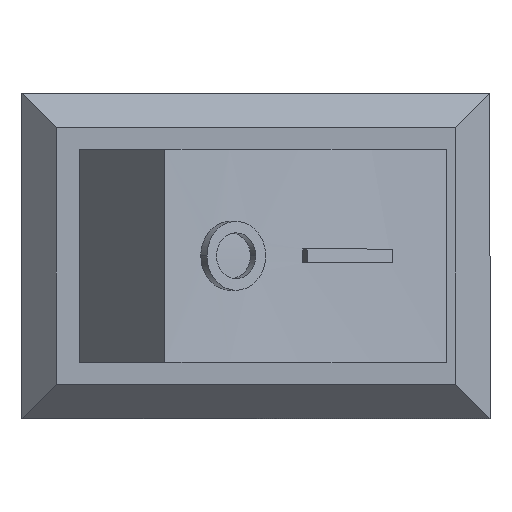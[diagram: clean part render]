
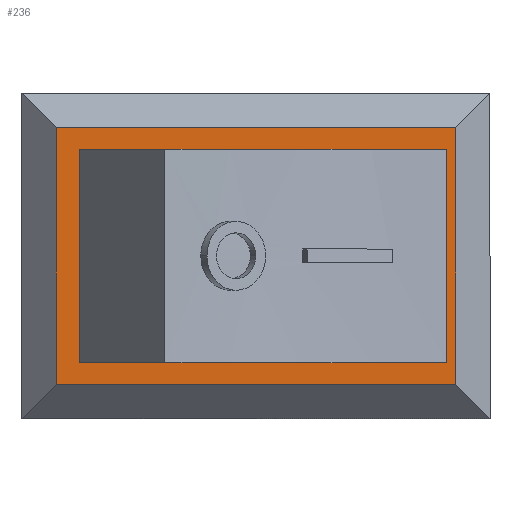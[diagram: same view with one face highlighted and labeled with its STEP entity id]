
A CAD part, top view. The second image highlights one B-rep face of the part: STEP entity #236.
In plain terms, the highlighted planar face has unit normal (0, 0, 1).
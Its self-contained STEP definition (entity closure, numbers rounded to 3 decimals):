
#34 = ORIENTED_EDGE ( 'NONE', *, *, #1288, .T. ) ;
#236 = ADVANCED_FACE ( 'NONE', ( #5342, #10467 ), #6505, .T. ) ;
#241 = LINE ( 'NONE', #5409, #9082 ) ;
#282 = AXIS2_PLACEMENT_3D ( 'NONE', #5484, #3167, #313 ) ;
#313 = DIRECTION ( 'NONE',  ( 1., 0., 0. ) ) ;
#570 = CARTESIAN_POINT ( 'NONE',  ( 8.3, -4.65, 6.5 ) ) ;
#607 = CARTESIAN_POINT ( 'NONE',  ( -7.7, 4.65, 6.5 ) ) ;
#741 = VERTEX_POINT ( 'NONE', #5599 ) ;
#1059 = ORIENTED_EDGE ( 'NONE', *, *, #5702, .T. ) ;
#1288 = EDGE_CURVE ( 'NONE', #2524, #4247, #6444, .T. ) ;
#1528 = DIRECTION ( 'NONE',  ( 1., 0., 0. ) ) ;
#1604 = CARTESIAN_POINT ( 'NONE',  ( -8.7, 5.6, 6.5 ) ) ;
#2332 = DIRECTION ( 'NONE',  ( 0., -1., 0. ) ) ;
#2367 = ORIENTED_EDGE ( 'NONE', *, *, #5632, .F. ) ;
#2386 = VECTOR ( 'NONE', #10123, 1000. ) ;
#2524 = VERTEX_POINT ( 'NONE', #1604 ) ;
#2616 = VECTOR ( 'NONE', #5565, 1000. ) ;
#3142 = CARTESIAN_POINT ( 'NONE',  ( -8.7, -5.6, 6.5 ) ) ;
#3167 = DIRECTION ( 'NONE',  ( 0., 0., 1. ) ) ;
#3376 = EDGE_CURVE ( 'NONE', #8473, #11679, #5817, .T. ) ;
#3500 = VERTEX_POINT ( 'NONE', #12296 ) ;
#3568 = CARTESIAN_POINT ( 'NONE',  ( 0., 4.65, 6.5 ) ) ;
#3571 = DIRECTION ( 'NONE',  ( -1., 0., 0. ) ) ;
#3891 = EDGE_CURVE ( 'NONE', #8473, #8408, #6993, .T. ) ;
#4066 = VECTOR ( 'NONE', #4856, 1000. ) ;
#4127 = ORIENTED_EDGE ( 'NONE', *, *, #3376, .T. ) ;
#4247 = VERTEX_POINT ( 'NONE', #3142 ) ;
#4305 = LINE ( 'NONE', #8462, #11506 ) ;
#4428 = EDGE_LOOP ( 'NONE', ( #2367, #11116, #4127, #13366 ) ) ;
#4856 = DIRECTION ( 'NONE',  ( 1., 0., 0. ) ) ;
#5127 = EDGE_CURVE ( 'NONE', #741, #2524, #241, .T. ) ;
#5166 = DIRECTION ( 'NONE',  ( 0., 1., 0. ) ) ;
#5212 = VECTOR ( 'NONE', #8468, 1000. ) ;
#5240 = LINE ( 'NONE', #9144, #7977 ) ;
#5342 = FACE_BOUND ( 'NONE', #4428, .T. ) ;
#5409 = CARTESIAN_POINT ( 'NONE',  ( -10.5, 5.6, 6.5 ) ) ;
#5484 = CARTESIAN_POINT ( 'NONE',  ( 0., 0., 6.5 ) ) ;
#5565 = DIRECTION ( 'NONE',  ( 0., -1., 0. ) ) ;
#5599 = CARTESIAN_POINT ( 'NONE',  ( 8.7, 5.6, 6.5 ) ) ;
#5632 = EDGE_CURVE ( 'NONE', #8408, #13386, #7777, .T. ) ;
#5702 = EDGE_CURVE ( 'NONE', #3500, #741, #5240, .T. ) ;
#5817 = LINE ( 'NONE', #3568, #5859 ) ;
#5835 = CARTESIAN_POINT ( 'NONE',  ( -7.7, 4.65, 6.5 ) ) ;
#5859 = VECTOR ( 'NONE', #1528, 1000. ) ;
#6444 = LINE ( 'NONE', #12735, #2616 ) ;
#6505 = PLANE ( 'NONE',  #282 ) ;
#6993 = LINE ( 'NONE', #5835, #2386 ) ;
#7538 = CARTESIAN_POINT ( 'NONE',  ( -7.7, -4.65, 6.5 ) ) ;
#7777 = LINE ( 'NONE', #9892, #4066 ) ;
#7977 = VECTOR ( 'NONE', #5166, 1000. ) ;
#8138 = EDGE_CURVE ( 'NONE', #4247, #3500, #10449, .T. ) ;
#8327 = ORIENTED_EDGE ( 'NONE', *, *, #8138, .T. ) ;
#8408 = VERTEX_POINT ( 'NONE', #7538 ) ;
#8462 = CARTESIAN_POINT ( 'NONE',  ( 8.3, 4.65, 6.5 ) ) ;
#8468 = DIRECTION ( 'NONE',  ( 1., 0., 0. ) ) ;
#8473 = VERTEX_POINT ( 'NONE', #607 ) ;
#8631 = ORIENTED_EDGE ( 'NONE', *, *, #5127, .T. ) ;
#8984 = EDGE_CURVE ( 'NONE', #11679, #13386, #4305, .T. ) ;
#9082 = VECTOR ( 'NONE', #3571, 1000. ) ;
#9144 = CARTESIAN_POINT ( 'NONE',  ( 8.7, 7.4, 6.5 ) ) ;
#9892 = CARTESIAN_POINT ( 'NONE',  ( 0., -4.65, 6.5 ) ) ;
#10123 = DIRECTION ( 'NONE',  ( 0., -1., 0. ) ) ;
#10449 = LINE ( 'NONE', #13462, #5212 ) ;
#10467 = FACE_OUTER_BOUND ( 'NONE', #12808, .T. ) ;
#11116 = ORIENTED_EDGE ( 'NONE', *, *, #3891, .F. ) ;
#11430 = CARTESIAN_POINT ( 'NONE',  ( 8.3, 4.65, 6.5 ) ) ;
#11506 = VECTOR ( 'NONE', #2332, 1000. ) ;
#11679 = VERTEX_POINT ( 'NONE', #11430 ) ;
#12296 = CARTESIAN_POINT ( 'NONE',  ( 8.7, -5.6, 6.5 ) ) ;
#12735 = CARTESIAN_POINT ( 'NONE',  ( -8.7, -7.4, 6.5 ) ) ;
#12808 = EDGE_LOOP ( 'NONE', ( #34, #8327, #1059, #8631 ) ) ;
#13366 = ORIENTED_EDGE ( 'NONE', *, *, #8984, .T. ) ;
#13386 = VERTEX_POINT ( 'NONE', #570 ) ;
#13462 = CARTESIAN_POINT ( 'NONE',  ( 10.5, -5.6, 6.5 ) ) ;
